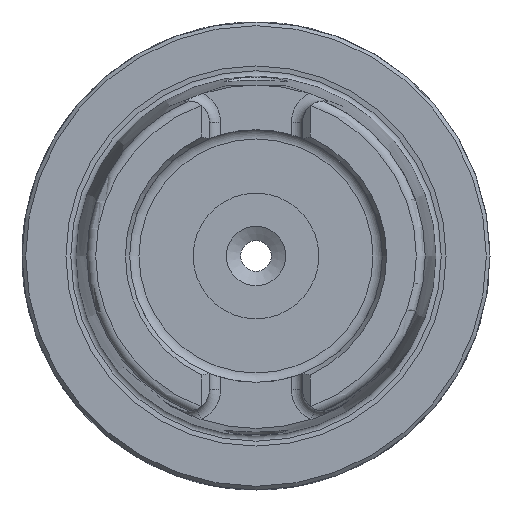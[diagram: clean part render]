
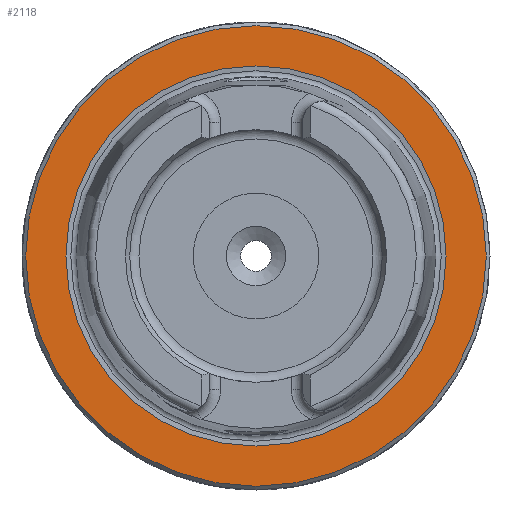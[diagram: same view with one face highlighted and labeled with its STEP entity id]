
A CAD part, left-side view. The second image highlights one B-rep face of the part: STEP entity #2118.
In plain terms, the highlighted planar face has unit normal (-1, 0, 0).
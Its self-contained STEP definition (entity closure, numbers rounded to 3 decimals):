
#101=FACE_BOUND('',#464,.T.);
#143=PLANE('',#2393);
#330=FACE_OUTER_BOUND('',#463,.T.);
#463=EDGE_LOOP('',(#1964));
#464=EDGE_LOOP('',(#1965));
#811=CIRCLE('',#2392,25.588);
#812=CIRCLE('',#2394,31.);
#1020=VERTEX_POINT('',#4485);
#1021=VERTEX_POINT('',#4489);
#1336=EDGE_CURVE('',#1020,#1020,#811,.T.);
#1337=EDGE_CURVE('',#1021,#1021,#812,.T.);
#1964=ORIENTED_EDGE('',*,*,#1337,.F.);
#1965=ORIENTED_EDGE('',*,*,#1336,.T.);
#2118=ADVANCED_FACE('',(#330,#101),#143,.T.);
#2392=AXIS2_PLACEMENT_3D('',#4487,#3004,#3005);
#2393=AXIS2_PLACEMENT_3D('',#4488,#3006,#3007);
#2394=AXIS2_PLACEMENT_3D('',#4490,#3008,#3009);
#3004=DIRECTION('center_axis',(1.,0.,0.));
#3005=DIRECTION('ref_axis',(0.,0.,-1.));
#3006=DIRECTION('center_axis',(-1.,0.,0.));
#3007=DIRECTION('ref_axis',(0.,0.,1.));
#3008=DIRECTION('center_axis',(1.,0.,0.));
#3009=DIRECTION('ref_axis',(0.,0.,-1.));
#4485=CARTESIAN_POINT('',(0.,-25.588,0.));
#4487=CARTESIAN_POINT('Origin',(0.,0.,0.));
#4488=CARTESIAN_POINT('Origin',(0.,31.,0.));
#4489=CARTESIAN_POINT('',(0.,-31.,0.));
#4490=CARTESIAN_POINT('Origin',(0.,0.,0.));
